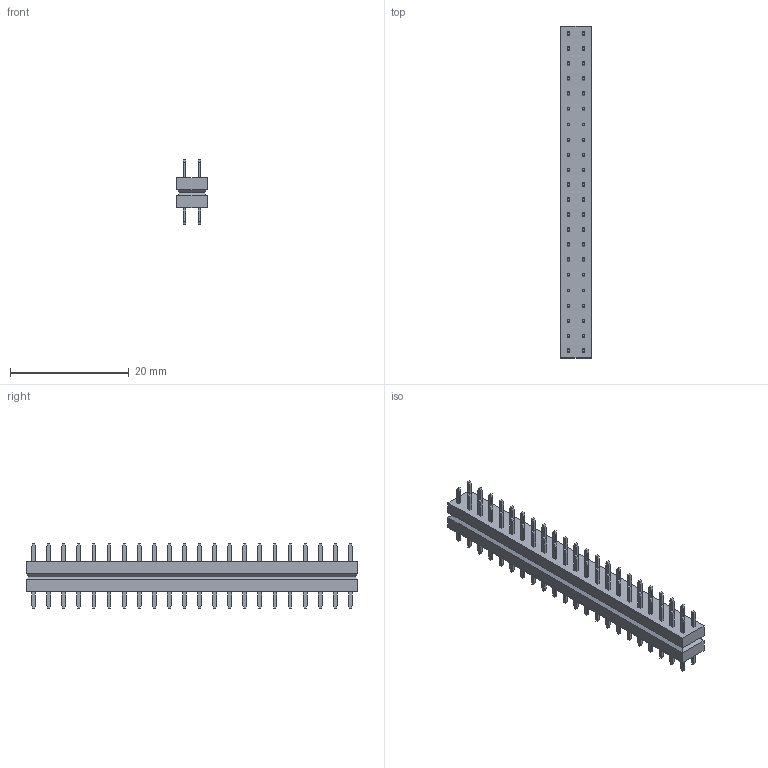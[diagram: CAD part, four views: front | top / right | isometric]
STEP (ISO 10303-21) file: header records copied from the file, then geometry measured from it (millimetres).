
FILE_DESCRIPTION(('FreeCAD Model'),'2;1');
FILE_NAME('DW-22-07-L-D-200.step', '2017-06-07T18:08:54',('kicad StepUp'),('ksu MCAD'), 'Open CASCADE STEP processor 7.1','FreeCAD','Unknown');
FILE_SCHEMA(('AUTOMOTIVE_DESIGN_CC2 { 1 2 10303 214 -1 1 5 4 }'));
Length unit declared in the file: millimetre
Products named in the file (1): DW-22-07-L-D-200
Bounding box: 5.08 x 55.88 x 10.92 mm (x, y, z)
Volume: 1476.6 mm3; surface area: 1751.9 mm2
Topology: 1 solids, 1 shells, 634 faces, 1620 edges, 1076 vertices
Faces by surface type: plane 634
Entity records: 23199 total; most frequent: CARTESIAN_POINT 3331, ORIENTED_EDGE 3240, DIRECTION 2890, EDGE_CURVE 1620, LINE 1620, VECTOR 1620, VERTEX_POINT 1076, FACE_BOUND 722
